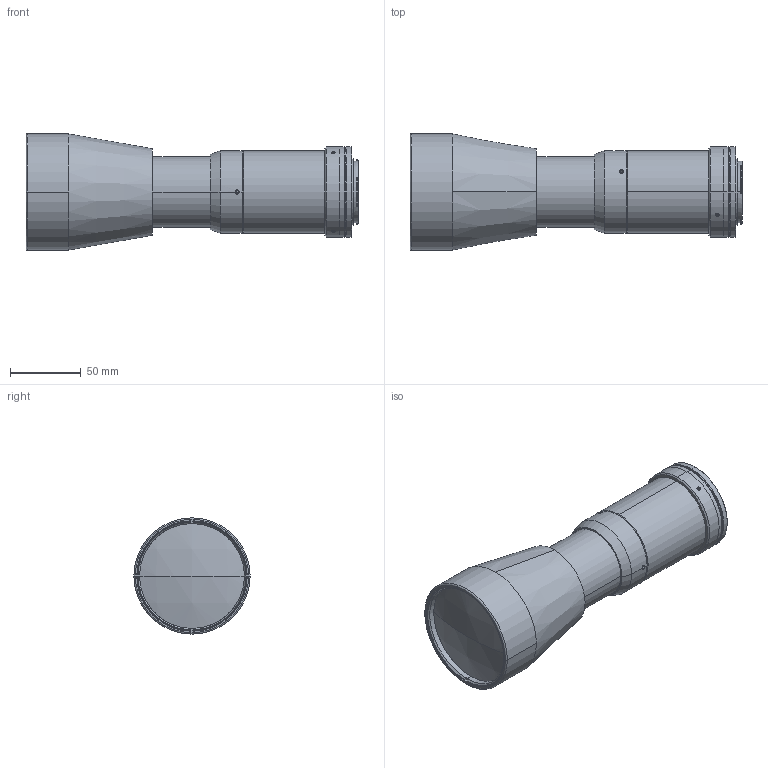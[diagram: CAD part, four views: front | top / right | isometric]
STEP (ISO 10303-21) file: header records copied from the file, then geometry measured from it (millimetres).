
FILE_DESCRIPTION (( 'STEP AP203' ), '1' );
FILE_NAME ('DP33133-A_TCSE10M056-F.step', '2023-08-03T06:54:34', ( '' ), ( '' ), 'SwSTEP 2.0', 'SolidWorks 2021', '' );
FILE_SCHEMA (( 'CONFIG_CONTROL_DESIGN' ));
Length unit declared in the file: millimetre
Products named in the file (1): DP33133-A_TCSE10M056-F
Bounding box: 234.32 x 82 x 82 mm (x, y, z)
Surface area: 69962.1 mm2 (no closed solid volume)
Topology: 0 solids, 20 shells, 167 faces, 456 edges, 307 vertices
Faces by surface type: plane 78, cylinder 47, cone 38, sphere 2, torus 2
Entity records: 5609 total; most frequent: CARTESIAN_POINT 1247, DIRECTION 955, ORIENTED_EDGE 772, EDGE_CURVE 456, AXIS2_PLACEMENT_3D 357, VERTEX_POINT 307, VECTOR 241, LINE 241
